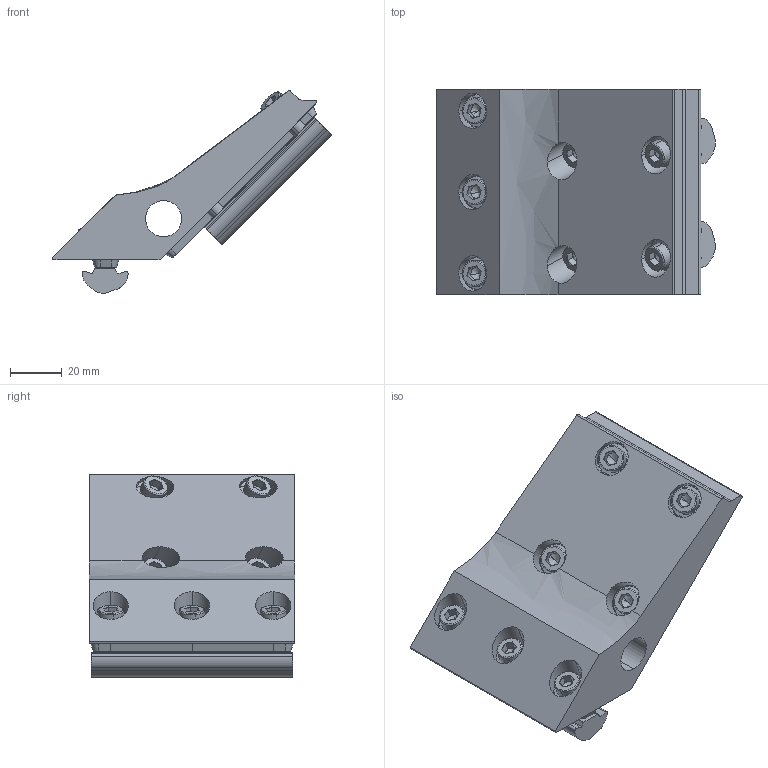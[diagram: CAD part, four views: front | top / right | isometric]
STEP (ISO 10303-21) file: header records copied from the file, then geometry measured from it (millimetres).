
FILE_DESCRIPTION (( 'STEP AP214' ), '1' );
FILE_NAME ('80mm 3-Way Recessed Corner Bracket Kit - Left (40C3W-0451-002-01).STEP', '2023-06-16T12:19:39', ( '' ), ( '' ), 'SwSTEP 2.0', 'SolidWorks 2020', '' );
FILE_SCHEMA (( 'AUTOMOTIVE_DESIGN' ));
Length unit declared in the file: millimetre
Products named in the file (1): 80mm 3-Way Recessed Corner Bracket Kit - Left (40C3W-0451-002-01)
Bounding box: 108.14 x 79.5 x 78.62 mm (x, y, z)
Volume: 165812.2 mm3; surface area: 48046.9 mm2
Topology: 11 solids, 11 shells, 426 faces, 1016 edges, 619 vertices
Faces by surface type: cylinder 177, plane 128, cone 78, torus 42, bspline 1
Entity records: 17091 total; most frequent: CARTESIAN_POINT 2489, DIRECTION 2106, ORIENTED_EDGE 2004, EDGE_CURVE 1002, AXIS2_PLACEMENT_3D 796, VERTEX_POINT 619, VECTOR 514, LINE 514
